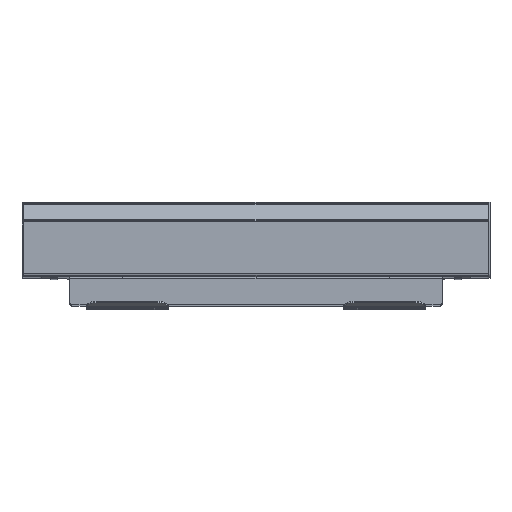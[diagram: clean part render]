
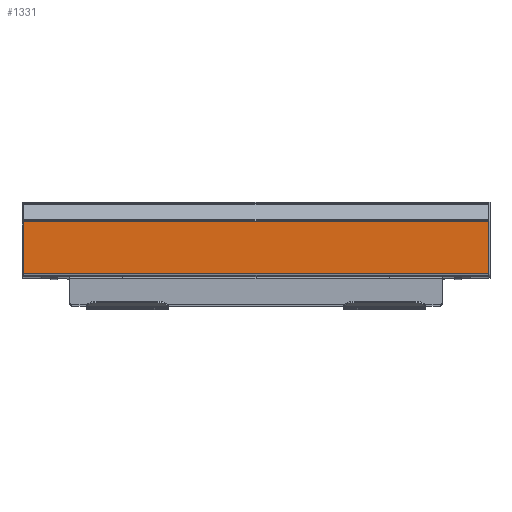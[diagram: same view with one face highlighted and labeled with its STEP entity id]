
A CAD part, top view. The second image highlights one B-rep face of the part: STEP entity #1331.
In plain terms, the highlighted planar face has unit normal (0, 0, 1).
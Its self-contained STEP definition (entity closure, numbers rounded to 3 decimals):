
#557 = LINE ( 'NONE', #2948, #3208 ) ;
#747 = ORIENTED_EDGE ( 'NONE', *, *, #861, .F. ) ;
#861 = EDGE_CURVE ( 'NONE', #11199, #1435, #6958, .T. ) ;
#1075 = PLANE ( 'NONE',  #1696 ) ;
#1331 = ADVANCED_FACE ( 'NONE', ( #10819 ), #1075, .T. ) ;
#1379 = DIRECTION ( 'NONE',  ( 0., -1., 0. ) ) ;
#1435 = VERTEX_POINT ( 'NONE', #5043 ) ;
#1696 = AXIS2_PLACEMENT_3D ( 'NONE', #6065, #14389, #1379 ) ;
#2948 = CARTESIAN_POINT ( 'NONE',  ( -227.5, -69.906, 443. ) ) ;
#3208 = VECTOR ( 'NONE', #11485, 1000. ) ;
#3932 = VERTEX_POINT ( 'NONE', #5564 ) ;
#5043 = CARTESIAN_POINT ( 'NONE',  ( 227.5, -69.906, 443. ) ) ;
#5564 = CARTESIAN_POINT ( 'NONE',  ( -227.5, -19.054, 443. ) ) ;
#6065 = CARTESIAN_POINT ( 'NONE',  ( -227.5, -19.054, 443. ) ) ;
#6958 = LINE ( 'NONE', #11793, #12780 ) ;
#7494 = ORIENTED_EDGE ( 'NONE', *, *, #11688, .T. ) ;
#7513 = LINE ( 'NONE', #13552, #12803 ) ;
#8267 = VECTOR ( 'NONE', #11555, 1000. ) ;
#8450 = ORIENTED_EDGE ( 'NONE', *, *, #13512, .T. ) ;
#8982 = CARTESIAN_POINT ( 'NONE',  ( -227.5, -69.906, 443. ) ) ;
#10819 = FACE_OUTER_BOUND ( 'NONE', #15653, .T. ) ;
#11199 = VERTEX_POINT ( 'NONE', #13515 ) ;
#11485 = DIRECTION ( 'NONE',  ( 1., 0., 0. ) ) ;
#11555 = DIRECTION ( 'NONE',  ( 1., 0., 0. ) ) ;
#11688 = EDGE_CURVE ( 'NONE', #3932, #13844, #7513, .T. ) ;
#11793 = CARTESIAN_POINT ( 'NONE',  ( 227.5, -19.054, 443. ) ) ;
#12281 = DIRECTION ( 'NONE',  ( 0., -1., 0. ) ) ;
#12733 = LINE ( 'NONE', #15127, #8267 ) ;
#12780 = VECTOR ( 'NONE', #15447, 1000. ) ;
#12803 = VECTOR ( 'NONE', #12281, 1000. ) ;
#13512 = EDGE_CURVE ( 'NONE', #13844, #1435, #557, .T. ) ;
#13515 = CARTESIAN_POINT ( 'NONE',  ( 227.5, -19.054, 443. ) ) ;
#13552 = CARTESIAN_POINT ( 'NONE',  ( -227.5, -19.054, 443. ) ) ;
#13844 = VERTEX_POINT ( 'NONE', #8982 ) ;
#14389 = DIRECTION ( 'NONE',  ( 0., 0., 1. ) ) ;
#14542 = ORIENTED_EDGE ( 'NONE', *, *, #14810, .F. ) ;
#14810 = EDGE_CURVE ( 'NONE', #3932, #11199, #12733, .T. ) ;
#15127 = CARTESIAN_POINT ( 'NONE',  ( -227.5, -19.054, 443. ) ) ;
#15447 = DIRECTION ( 'NONE',  ( 0., -1., 0. ) ) ;
#15653 = EDGE_LOOP ( 'NONE', ( #8450, #747, #14542, #7494 ) ) ;
